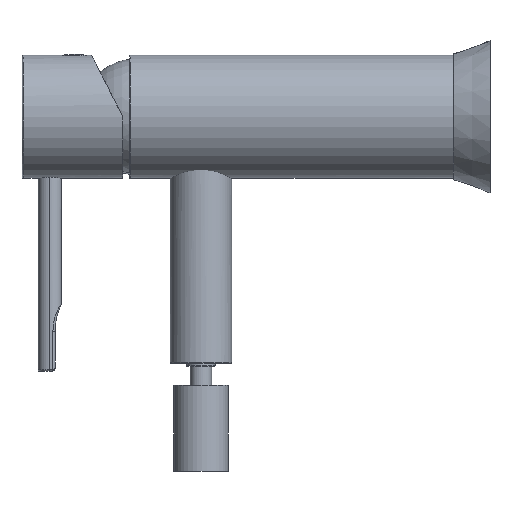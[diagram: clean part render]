
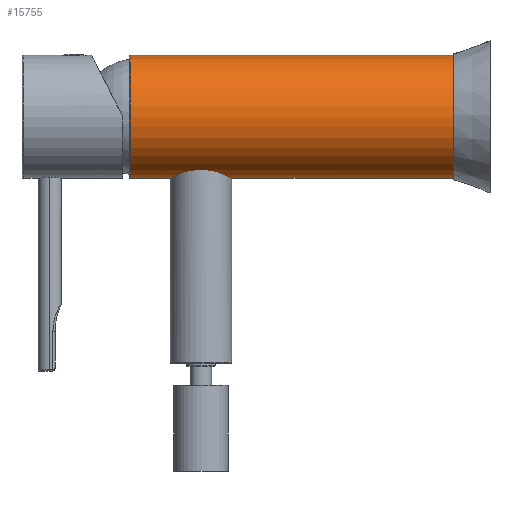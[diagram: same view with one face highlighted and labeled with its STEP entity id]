
A CAD part, left-side view. The second image highlights one B-rep face of the part: STEP entity #15755.
In plain terms, the highlighted cylindrical face has radius 20 mm (diameter 40 mm), a partial arc.
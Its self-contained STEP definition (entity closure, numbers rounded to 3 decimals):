
#30 = CARTESIAN_POINT ( 'NONE',  ( -4.9, 106.578, -19.39 ) ) ;
#110 = CARTESIAN_POINT ( 'NONE',  ( -4.648, 105.316, -19.453 ) ) ;
#112 = CARTESIAN_POINT ( 'NONE',  ( 0., 111.8, -20. ) ) ;
#410 = VECTOR ( 'NONE', #11728, 1000. ) ;
#1078 = VERTEX_POINT ( 'NONE', #112 ) ;
#1134 = EDGE_CURVE ( 'NONE', #2566, #10260, #14118, .T. ) ;
#1206 = CARTESIAN_POINT ( 'NONE',  ( 0., 102., -20. ) ) ;
#1257 = CARTESIAN_POINT ( 'NONE',  ( -4.403, 104.726, -19.51 ) ) ;
#1416 = CARTESIAN_POINT ( 'NONE',  ( -2.179, 102.499, -19.883 ) ) ;
#1439 = EDGE_CURVE ( 'NONE', #1832, #9216, #9027, .T. ) ;
#1671 = ORIENTED_EDGE ( 'NONE', *, *, #1134, .F. ) ;
#1701 = CYLINDRICAL_SURFACE ( 'NONE', #15192, 20. ) ;
#1746 = CARTESIAN_POINT ( 'NONE',  ( 0., 25., 0. ) ) ;
#1807 = B_SPLINE_CURVE_WITH_KNOTS ( 'NONE', 3,
 ( #6506, #12873, #10723, #2723, #7728, #12707, #7809, #15712, #1946, #11482, #12025, #9497, #14023, #10184, #4038, #14403, #2879, #14107 ),
 .UNSPECIFIED., .F., .F.,
 ( 4, 2, 2, 2, 2, 2, 2, 2, 4 ),
 ( 0.03, 0.031, 0.032, 0.033, 0.034, 0.035, 0.036, 0.037, 0.038 ),
 .UNSPECIFIED. ) ;
#1832 = VERTEX_POINT ( 'NONE', #11768 ) ;
#1946 = CARTESIAN_POINT ( 'NONE',  ( -3.691, 110.139, -19.658 ) ) ;
#2054 = CARTESIAN_POINT ( 'NONE',  ( 0., 129.8, 0. ) ) ;
#2566 = VERTEX_POINT ( 'NONE', #16152 ) ;
#2723 = CARTESIAN_POINT ( 'NONE',  ( -4.742, 108.177, -19.43 ) ) ;
#2879 = CARTESIAN_POINT ( 'NONE',  ( -0.321, 111.8, -20. ) ) ;
#2890 = CARTESIAN_POINT ( 'NONE',  ( 0., 39.852, -20. ) ) ;
#3146 = AXIS2_PLACEMENT_3D ( 'NONE', #2054, #8054, #10751 ) ;
#3863 = CARTESIAN_POINT ( 'NONE',  ( 0., 39.852, 20. ) ) ;
#4038 = CARTESIAN_POINT ( 'NONE',  ( -1.276, 111.642, -19.962 ) ) ;
#4964 = CARTESIAN_POINT ( 'NONE',  ( -3.692, 103.663, -19.658 ) ) ;
#5120 = CARTESIAN_POINT ( 'NONE',  ( -4.868, 106.255, -19.399 ) ) ;
#5220 = CIRCLE ( 'NONE', #14618, 20. ) ;
#5746 = CARTESIAN_POINT ( 'NONE',  ( 0., 39.852, 0. ) ) ;
#5852 = EDGE_CURVE ( 'NONE', #12028, #1078, #1807, .T. ) ;
#6197 = CARTESIAN_POINT ( 'NONE',  ( -1.275, 102.158, -19.962 ) ) ;
#6272 = CARTESIAN_POINT ( 'NONE',  ( -1.582, 102.251, -19.94 ) ) ;
#6352 = CARTESIAN_POINT ( 'NONE',  ( 0., 102., -20. ) ) ;
#6436 = CARTESIAN_POINT ( 'NONE',  ( -2.461, 102.651, -19.85 ) ) ;
#6506 = CARTESIAN_POINT ( 'NONE',  ( -4.9, 106.9, -19.39 ) ) ;
#6733 = DIRECTION ( 'NONE',  ( 0., 1., 0. ) ) ;
#6760 = CARTESIAN_POINT ( 'NONE',  ( -4.9, 106.9, -19.39 ) ) ;
#7126 = EDGE_LOOP ( 'NONE', ( #1671, #7250, #9739, #12980, #11477, #16003, #14499 ) ) ;
#7250 = ORIENTED_EDGE ( 'NONE', *, *, #14924, .T. ) ;
#7323 = B_SPLINE_CURVE_WITH_KNOTS ( 'NONE', 3,
 ( #6352, #7420, #11336, #6197, #6272, #1416, #6436, #11181, #16160, #4964, #7497, #12480, #1257, #110, #11257, #5120, #30, #15034 ),
 .UNSPECIFIED., .F., .F.,
 ( 4, 2, 2, 2, 2, 2, 2, 2, 4 ),
 ( 0.023, 0.024, 0.024, 0.025, 0.026, 0.027, 0.028, 0.029, 0.03 ),
 .UNSPECIFIED. ) ;
#7420 = CARTESIAN_POINT ( 'NONE',  ( -0.322, 102., -20. ) ) ;
#7497 = CARTESIAN_POINT ( 'NONE',  ( -3.894, 103.909, -19.618 ) ) ;
#7728 = CARTESIAN_POINT ( 'NONE',  ( -4.649, 108.483, -19.453 ) ) ;
#7809 = CARTESIAN_POINT ( 'NONE',  ( -4.249, 109.362, -19.544 ) ) ;
#8026 = EDGE_CURVE ( 'NONE', #10260, #12028, #7323, .T. ) ;
#8054 = DIRECTION ( 'NONE',  ( 0., -1., 0. ) ) ;
#8396 = VECTOR ( 'NONE', #11857, 1000. ) ;
#8584 = EDGE_CURVE ( 'NONE', #1078, #12380, #10553, .T. ) ;
#9027 = LINE ( 'NONE', #3863, #11700 ) ;
#9216 = VERTEX_POINT ( 'NONE', #14778 ) ;
#9324 = CARTESIAN_POINT ( 'NONE',  ( 0., 39.852, -20. ) ) ;
#9497 = CARTESIAN_POINT ( 'NONE',  ( -2.461, 111.149, -19.85 ) ) ;
#9739 = ORIENTED_EDGE ( 'NONE', *, *, #1439, .T. ) ;
#9974 = CIRCLE ( 'NONE', #3146, 20. ) ;
#10184 = CARTESIAN_POINT ( 'NONE',  ( -1.582, 111.549, -19.94 ) ) ;
#10260 = VERTEX_POINT ( 'NONE', #1206 ) ;
#10529 = DIRECTION ( 'NONE',  ( 0., 0., 1. ) ) ;
#10553 = LINE ( 'NONE', #9324, #8396 ) ;
#10723 = CARTESIAN_POINT ( 'NONE',  ( -4.868, 107.548, -19.399 ) ) ;
#10751 = DIRECTION ( 'NONE',  ( 0., 0., 1. ) ) ;
#11181 = CARTESIAN_POINT ( 'NONE',  ( -2.99, 103.005, -19.777 ) ) ;
#11257 = CARTESIAN_POINT ( 'NONE',  ( -4.741, 105.621, -19.43 ) ) ;
#11336 = CARTESIAN_POINT ( 'NONE',  ( -0.647, 102.032, -19.992 ) ) ;
#11477 = ORIENTED_EDGE ( 'NONE', *, *, #8584, .F. ) ;
#11482 = CARTESIAN_POINT ( 'NONE',  ( -3.236, 110.593, -19.738 ) ) ;
#11700 = VECTOR ( 'NONE', #13930, 1000. ) ;
#11702 = DIRECTION ( 'NONE',  ( 0., 0., 1. ) ) ;
#11728 = DIRECTION ( 'NONE',  ( 0., 1., 0. ) ) ;
#11768 = CARTESIAN_POINT ( 'NONE',  ( 0., 25., 20. ) ) ;
#11829 = DIRECTION ( 'NONE',  ( 0., 1., 0. ) ) ;
#11857 = DIRECTION ( 'NONE',  ( 0., 1., 0. ) ) ;
#12025 = CARTESIAN_POINT ( 'NONE',  ( -2.99, 110.795, -19.777 ) ) ;
#12028 = VERTEX_POINT ( 'NONE', #6760 ) ;
#12380 = VERTEX_POINT ( 'NONE', #16067 ) ;
#12480 = CARTESIAN_POINT ( 'NONE',  ( -4.249, 104.439, -19.544 ) ) ;
#12707 = CARTESIAN_POINT ( 'NONE',  ( -4.402, 109.077, -19.51 ) ) ;
#12873 = CARTESIAN_POINT ( 'NONE',  ( -4.9, 107.222, -19.39 ) ) ;
#12980 = ORIENTED_EDGE ( 'NONE', *, *, #15443, .T. ) ;
#13930 = DIRECTION ( 'NONE',  ( 0., 1., 0. ) ) ;
#14023 = CARTESIAN_POINT ( 'NONE',  ( -2.174, 111.303, -19.884 ) ) ;
#14107 = CARTESIAN_POINT ( 'NONE',  ( 0., 111.8, -20. ) ) ;
#14118 = LINE ( 'NONE', #2890, #410 ) ;
#14403 = CARTESIAN_POINT ( 'NONE',  ( -0.646, 111.768, -19.992 ) ) ;
#14499 = ORIENTED_EDGE ( 'NONE', *, *, #8026, .F. ) ;
#14618 = AXIS2_PLACEMENT_3D ( 'NONE', #1746, #11829, #10529 ) ;
#14778 = CARTESIAN_POINT ( 'NONE',  ( 0., 129.8, 20. ) ) ;
#14924 = EDGE_CURVE ( 'NONE', #2566, #1832, #5220, .T. ) ;
#15034 = CARTESIAN_POINT ( 'NONE',  ( -4.9, 106.9, -19.39 ) ) ;
#15192 = AXIS2_PLACEMENT_3D ( 'NONE', #5746, #6733, #11702 ) ;
#15443 = EDGE_CURVE ( 'NONE', #9216, #12380, #9974, .T. ) ;
#15712 = CARTESIAN_POINT ( 'NONE',  ( -3.894, 109.891, -19.618 ) ) ;
#15720 = FACE_OUTER_BOUND ( 'NONE', #7126, .T. ) ;
#15755 = ADVANCED_FACE ( 'NONE', ( #15720 ), #1701, .T. ) ;
#16003 = ORIENTED_EDGE ( 'NONE', *, *, #5852, .F. ) ;
#16067 = CARTESIAN_POINT ( 'NONE',  ( 0., 129.8, -20. ) ) ;
#16152 = CARTESIAN_POINT ( 'NONE',  ( 0., 25., -20. ) ) ;
#16160 = CARTESIAN_POINT ( 'NONE',  ( -3.24, 103.211, -19.737 ) ) ;
